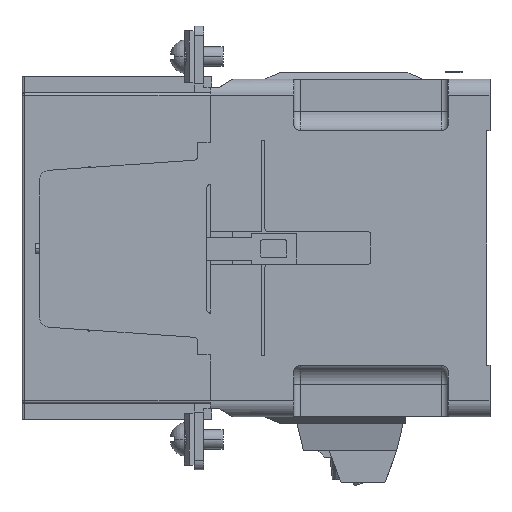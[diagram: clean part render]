
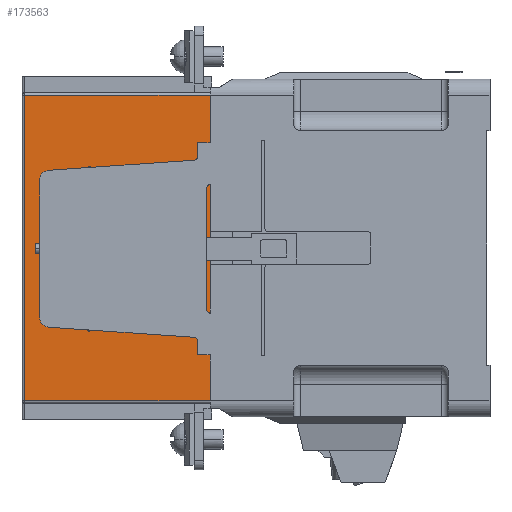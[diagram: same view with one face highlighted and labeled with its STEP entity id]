
A CAD part, left-side view. The second image highlights one B-rep face of the part: STEP entity #173563.
In plain terms, the highlighted planar face has unit normal (-1, 0, 0).
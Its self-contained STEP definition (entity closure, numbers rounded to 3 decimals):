
#14338=DIRECTION('',(0.,0.,-1.));
#14339=VECTOR('',#14338,94.9);
#14340=CARTESIAN_POINT('',(14.5,96.385,-7.05));
#14341=LINE('',#14340,#14339);
#28357=DIRECTION('',(0.,-1.,0.));
#28358=VECTOR('',#28357,57.7);
#28359=CARTESIAN_POINT('',(14.5,154.085,-101.95));
#28360=LINE('',#28359,#28358);
#28361=DIRECTION('',(0.,0.,-1.));
#28362=VECTOR('',#28361,94.9);
#28363=CARTESIAN_POINT('',(14.5,154.085,-7.05));
#28364=LINE('',#28363,#28362);
#28365=DIRECTION('',(0.,-1.,0.));
#28366=VECTOR('',#28365,57.7);
#28367=CARTESIAN_POINT('',(14.5,154.085,-7.05));
#28368=LINE('',#28367,#28366);
#117266=CARTESIAN_POINT('',(14.5,154.085,-101.95));
#117268=VERTEX_POINT('',#117266);
#117270=CARTESIAN_POINT('',(14.5,154.085,-7.05));
#117271=VERTEX_POINT('',#117270);
#119330=CARTESIAN_POINT('',(14.5,96.385,-7.05));
#119331=CARTESIAN_POINT('',(14.5,96.385,-101.95));
#119332=VERTEX_POINT('',#119330);
#119333=VERTEX_POINT('',#119331);
#173551=CARTESIAN_POINT('',(14.5,154.885,-9.25));
#173552=DIRECTION('',(-1.,0.,0.));
#173553=DIRECTION('',(0.,0.,-1.));
#173554=AXIS2_PLACEMENT_3D('',#173551,#173552,#173553);
#173555=PLANE('',#173554);
#173556=ORIENTED_EDGE('',*,*,#153738,.T.);
#173557=ORIENTED_EDGE('',*,*,#153714,.F.);
#173559=ORIENTED_EDGE('',*,*,#173558,.F.);
#173560=ORIENTED_EDGE('',*,*,#173537,.T.);
#173561=EDGE_LOOP('',(#173556,#173557,#173559,#173560));
#173562=FACE_OUTER_BOUND('',#173561,.F.);
#173563=ADVANCED_FACE('',(#173562),#173555,.T.);
#153714=EDGE_CURVE('',#117268,#119333,#28360,.T.);
#153738=EDGE_CURVE('',#119332,#119333,#14341,.T.);
#173537=EDGE_CURVE('',#117271,#119332,#28368,.T.);
#173558=EDGE_CURVE('',#117271,#117268,#28364,.T.);
